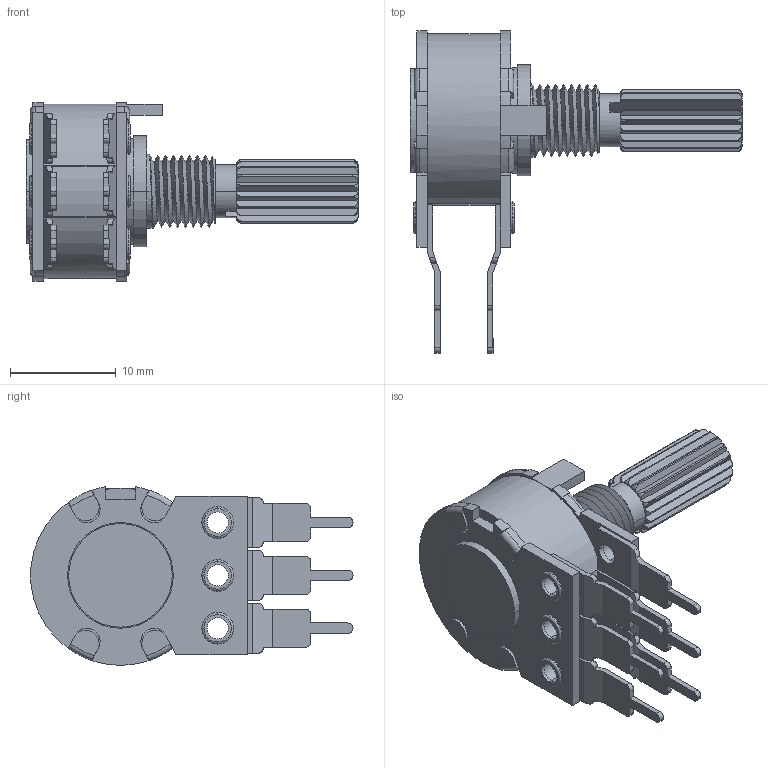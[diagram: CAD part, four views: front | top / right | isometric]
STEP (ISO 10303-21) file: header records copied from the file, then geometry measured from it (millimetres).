
FILE_DESCRIPTION (( 'STEP AP214' ), '1' );
FILE_NAME ('PTN16-A10220K1B2.STEP', '2024-11-11T11:24:50', ( '' ), ( '' ), 'SwSTEP 2.0', 'SolidWorks 2021', '' );
FILE_SCHEMA (( 'AUTOMOTIVE_DESIGN' ));
Length unit declared in the file: millimetre
Products named in the file (1): PTN16-A10220K1B2
Bounding box: 31.4 x 30.47 x 16.88 mm (x, y, z)
Volume: 2797.2 mm3; surface area: 3309.6 mm2
Topology: 23 solids, 23 shells, 490 faces, 1225 edges, 788 vertices
Faces by surface type: plane 253, cylinder 175, torus 56, cone 3, bspline 3
Entity records: 16910 total; most frequent: CARTESIAN_POINT 4338, DIRECTION 2473, ORIENTED_EDGE 2448, EDGE_CURVE 1224, AXIS2_PLACEMENT_3D 889, VERTEX_POINT 786, LINE 695, VECTOR 695
